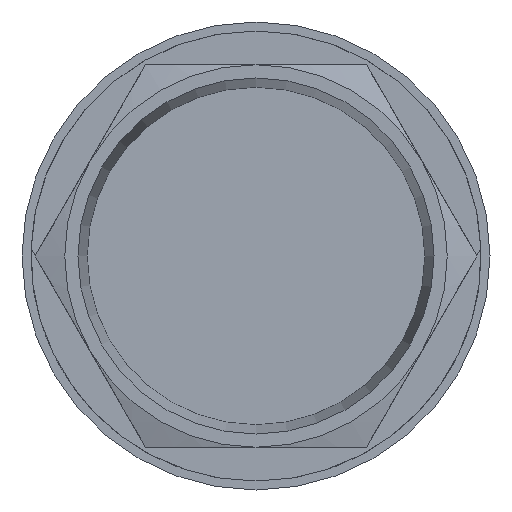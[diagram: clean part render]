
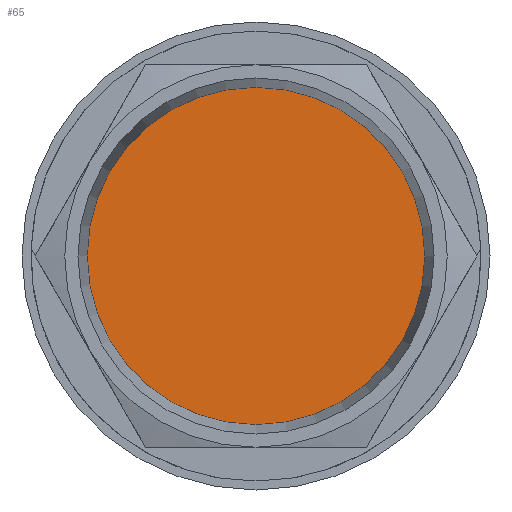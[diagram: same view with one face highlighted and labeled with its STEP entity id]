
A CAD part, left-side view. The second image highlights one B-rep face of the part: STEP entity #65.
In plain terms, the highlighted planar face has unit normal (-1, 0, 0).
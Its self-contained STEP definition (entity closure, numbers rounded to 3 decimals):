
#65 = ADVANCED_FACE( '', ( #147 ), #148, .F. );
#147 = FACE_OUTER_BOUND( '', #246, .T. );
#148 = PLANE( '', #247 );
#246 = EDGE_LOOP( '', ( #365 ) );
#247 = AXIS2_PLACEMENT_3D( '', #366, #367, #368 );
#365 = ORIENTED_EDGE( '', *, *, #542, .F. );
#366 = CARTESIAN_POINT( '', ( 2.333, 0., 0. ) );
#367 = DIRECTION( '', ( 1., 0., 0. ) );
#368 = DIRECTION( '', ( 0., 0., -1. ) );
#542 = EDGE_CURVE( '', #633, #633, #634, .T. );
#633 = VERTEX_POINT( '', #764 );
#634 = CIRCLE( '', #765, 7.5 );
#764 = CARTESIAN_POINT( '', ( 2.333, 0., -7.5 ) );
#765 = AXIS2_PLACEMENT_3D( '', #887, #888, #889 );
#887 = CARTESIAN_POINT( '', ( 2.333, 0., 0. ) );
#888 = DIRECTION( '', ( 1., 0., 0. ) );
#889 = DIRECTION( '', ( 0., 0., -1. ) );
